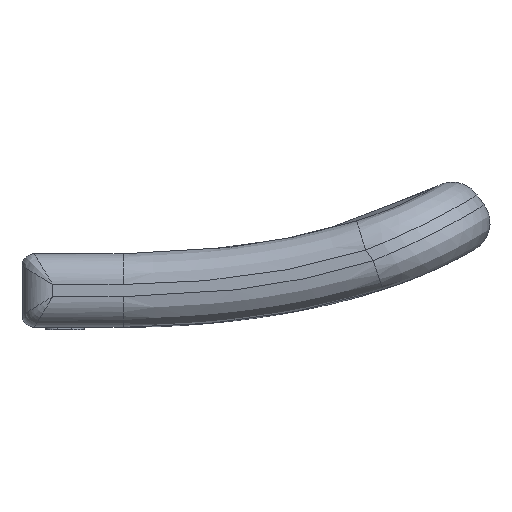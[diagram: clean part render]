
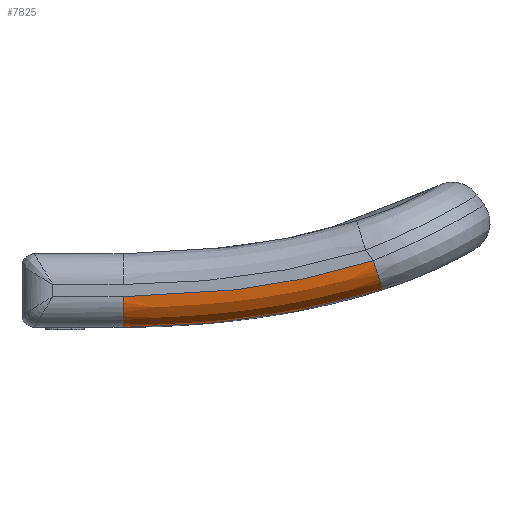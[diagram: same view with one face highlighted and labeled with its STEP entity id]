
A CAD part, front view. The second image highlights one B-rep face of the part: STEP entity #7825.
In plain terms, the highlighted free-form (B-spline) face has degree [3, 2] with [12, 3] control points.
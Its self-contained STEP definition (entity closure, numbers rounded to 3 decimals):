
#46 = CARTESIAN_POINT ( 'NONE',  ( 39.69, 5., -14.288 ) ) ;
#66 = CARTESIAN_POINT ( 'NONE',  ( 58.883, 5., -9.866 ) ) ;
#111 = CARTESIAN_POINT ( 'NONE',  ( 41.464, 5., -14.011 ) ) ;
#598 = CARTESIAN_POINT ( 'NONE',  ( 44.883, 0., -13.41 ) ) ;
#633 = CARTESIAN_POINT ( 'NONE',  ( 23.405, 0., -10.874 ) ) ;
#637 = CARTESIAN_POINT ( 'NONE',  ( 19.958, 0., -11. ) ) ;
#668 = CARTESIAN_POINT ( 'NONE',  ( 39.579, 0., -14.304 ) ) ;
#732 = CARTESIAN_POINT ( 'NONE',  ( 20.083, 5., -16. ) ) ;
#814 = CARTESIAN_POINT ( 'NONE',  ( 46.755, 5., -13.043 ) ) ;
#847 = CARTESIAN_POINT ( 'NONE',  ( 52.003, 5., -11.894 ) ) ;
#858 = DIRECTION ( 'NONE',  ( -0.309, 0., 0.951 ) ) ;
#925 = DIRECTION ( 'NONE',  ( -0.951, 0., -0.309 ) ) ;
#939 = DIRECTION ( 'NONE',  ( 0., -1., 0. ) ) ;
#990 = VERTEX_POINT ( 'NONE', #1867 ) ;
#1295 = CARTESIAN_POINT ( 'NONE',  ( 54.046, 0., -6.182 ) ) ;
#1367 = ORIENTED_EDGE ( 'NONE', *, *, #6275, .F. ) ;
#1402 = CARTESIAN_POINT ( 'NONE',  ( 46.645, 0., -13.066 ) ) ;
#1470 = CARTESIAN_POINT ( 'NONE',  ( 40.551, 0., -9.093 ) ) ;
#1657 = CARTESIAN_POINT ( 'NONE',  ( 16.5, 5., -16. ) ) ;
#1867 = CARTESIAN_POINT ( 'NONE',  ( 16.5, 0., -11. ) ) ;
#2100 = CARTESIAN_POINT ( 'NONE',  ( 57.336, 0., -5.111 ) ) ;
#2135 = FACE_OUTER_BOUND ( 'NONE', #3466, .T. ) ;
#2275 = CARTESIAN_POINT ( 'NONE',  ( 46.645, 5., -13.066 ) ) ;
#2427 = CARTESIAN_POINT ( 'NONE',  ( 58.883, 5., -9.866 ) ) ;
#2449 = CARTESIAN_POINT ( 'NONE',  ( 55.41, 5., -10.996 ) ) ;
#2857 = CARTESIAN_POINT ( 'NONE',  ( 43.956, 0., -8.497 ) ) ;
#2971 = CARTESIAN_POINT ( 'NONE',  ( 30.732, 5., -15.386 ) ) ;
#3070 = CARTESIAN_POINT ( 'NONE',  ( 41.35, 5., -14.03 ) ) ;
#3140 = CARTESIAN_POINT ( 'NONE',  ( 55.41, 0., -10.996 ) ) ;
#3239 = CARTESIAN_POINT ( 'NONE',  ( 51.915, 5., -11.916 ) ) ;
#3466 = EDGE_LOOP ( 'NONE', ( #1367, #5644, #5982, #7156 ) ) ;
#3692 = EDGE_CURVE ( 'NONE', #9339, #8628, #5786, .T. ) ;
#3772 = CARTESIAN_POINT ( 'NONE',  ( 20.083, 0., -16. ) ) ;
#3806 = CARTESIAN_POINT ( 'NONE',  ( 39.579, 5., -14.304 ) ) ;
#4039 = EDGE_CURVE ( 'NONE', #8338, #990, #6031, .T. ) ;
#4186 = DIRECTION ( 'NONE',  ( -1., 0., 0. ) ) ;
#4462 = CARTESIAN_POINT ( 'NONE',  ( 50.707, 0., -7.062 ) ) ;
#4505 = CARTESIAN_POINT ( 'NONE',  ( 38.842, 0., -9.358 ) ) ;
#4646 = CARTESIAN_POINT ( 'NONE',  ( 34.271, 0., -15.03 ) ) ;
#4783 = CARTESIAN_POINT ( 'NONE',  ( 58.883, 0., -9.866 ) ) ;
#4959 = CARTESIAN_POINT ( 'NONE',  ( 16.5, 5., -11. ) ) ;
#5183 = CARTESIAN_POINT ( 'NONE',  ( 57.336, 0., -5.111 ) ) ;
#5444 = CARTESIAN_POINT ( 'NONE',  ( 23.637, 0., -15.87 ) ) ;
#5519 = CARTESIAN_POINT ( 'NONE',  ( 16.5, 0., -11. ) ) ;
#5616 = CARTESIAN_POINT ( 'NONE',  ( 54.044, 0., -6.182 ) ) ;
#5644 = ORIENTED_EDGE ( 'NONE', *, *, #3692, .T. ) ;
#5786 = CIRCLE ( 'NONE', #7293, 5. ) ;
#5982 = ORIENTED_EDGE ( 'NONE', *, *, #8739, .F. ) ;
#6031 = CIRCLE ( 'NONE', #6246, 5. ) ;
#6205 = CARTESIAN_POINT ( 'NONE',  ( 30.283, 0., -10.405 ) ) ;
#6234 = B_SPLINE_CURVE_WITH_KNOTS ( 'NONE', 3,
 ( #10161, #9225, #633, #7603, #10018, #4505, #7640, #2857, #8416, #4462, #1295, #2100 ),
 .UNSPECIFIED., .F., .F.,
 ( 4, 2, 2, 2, 2, 4 ),
 ( 0., 0.01, 0.021, 0.026, 0.031, 0.041 ),
 .UNSPECIFIED. ) ;
#6240 = CARTESIAN_POINT ( 'NONE',  ( 41.35, 0., -14.03 ) ) ;
#6246 = AXIS2_PLACEMENT_3D ( 'NONE', #4959, #4186, #939 ) ;
#6275 = EDGE_CURVE ( 'NONE', #9339, #8338, #8692, .T. ) ;
#6694 =( BOUNDED_SURFACE ( )  B_SPLINE_SURFACE ( 3, 2, ( 
 ( #6862, #7819, #5519 ),
 ( #732, #3772, #637 ),
 ( #7715, #5444, #9403 ),
 ( #2971, #7783, #6205 ),
 ( #8532, #4646, #10195 ),
 ( #3806, #668, #9331 ),
 ( #3070, #6240, #1470 ),
 ( #10127, #598, #7031 ),
 ( #2275, #1402, #6961 ),
 ( #3239, #9505, #8838 ),
 ( #2449, #3140, #5616 ),
 ( #66, #4783, #9637 ) ),
 .UNSPECIFIED., .F., .F., .T. ) 
 B_SPLINE_SURFACE_WITH_KNOTS ( ( 4, 2, 2, 2, 2, 4 ),
 ( 3, 3 ),
 ( 0., 0.01, 0.021, 0.026, 0.031, 0.041 ),
 ( 0., 1. ),
 .UNSPECIFIED. ) 
 GEOMETRIC_REPRESENTATION_ITEM ( )  RATIONAL_B_SPLINE_SURFACE ( (
 ( 1., 0.707, 1.),
 ( 1., 0.707, 1.),
 ( 1., 0.707, 1.),
 ( 1., 0.707, 1.),
 ( 1., 0.707, 1.),
 ( 1., 0.707, 1.),
 ( 1., 0.707, 1.),
 ( 1., 0.707, 1.),
 ( 1., 0.707, 1.),
 ( 1., 0.707, 1.),
 ( 1., 0.707, 1.),
 ( 1., 0.707, 1.) ) ) 
 REPRESENTATION_ITEM ( '' )  SURFACE ( )  );
#6862 = CARTESIAN_POINT ( 'NONE',  ( 16.5, 5., -16. ) ) ;
#6961 = CARTESIAN_POINT ( 'NONE',  ( 45.65, 0., -8.165 ) ) ;
#7031 = CARTESIAN_POINT ( 'NONE',  ( 43.956, 0., -8.497 ) ) ;
#7156 = ORIENTED_EDGE ( 'NONE', *, *, #4039, .F. ) ;
#7208 = CARTESIAN_POINT ( 'NONE',  ( 34.366, 5., -15.02 ) ) ;
#7293 = AXIS2_PLACEMENT_3D ( 'NONE', #9692, #925, #858 ) ;
#7304 = CARTESIAN_POINT ( 'NONE',  ( 30.806, 5., -15.379 ) ) ;
#7603 = CARTESIAN_POINT ( 'NONE',  ( 30.283, 0., -10.405 ) ) ;
#7640 = CARTESIAN_POINT ( 'NONE',  ( 40.551, 0., -9.093 ) ) ;
#7715 = CARTESIAN_POINT ( 'NONE',  ( 23.637, 5., -15.87 ) ) ;
#7783 = CARTESIAN_POINT ( 'NONE',  ( 30.732, 0., -15.386 ) ) ;
#7819 = CARTESIAN_POINT ( 'NONE',  ( 16.5, 0., -16. ) ) ;
#7825 = ADVANCED_FACE ( 'NONE', ( #2135 ), #6694, .T. ) ;
#7977 = CARTESIAN_POINT ( 'NONE',  ( 20.089, 5., -16. ) ) ;
#8037 = CARTESIAN_POINT ( 'NONE',  ( 44.997, 5., -13.389 ) ) ;
#8068 = CARTESIAN_POINT ( 'NONE',  ( 23.668, 5., -15.869 ) ) ;
#8338 = VERTEX_POINT ( 'NONE', #8760 ) ;
#8416 = CARTESIAN_POINT ( 'NONE',  ( 45.65, 0., -8.165 ) ) ;
#8532 = CARTESIAN_POINT ( 'NONE',  ( 34.271, 5., -15.03 ) ) ;
#8628 = VERTEX_POINT ( 'NONE', #5183 ) ;
#8692 = B_SPLINE_CURVE_WITH_KNOTS ( 'NONE', 3,
 ( #2427, #9585, #847, #814, #8037, #111, #46, #7208, #7304, #8068, #7977, #1657 ),
 .UNSPECIFIED., .F., .F.,
 ( 4, 2, 2, 2, 2, 4 ),
 ( 0.016, 0.027, 0.032, 0.038, 0.049, 0.059 ),
 .UNSPECIFIED. ) ;
#8739 = EDGE_CURVE ( 'NONE', #990, #8628, #6234, .T. ) ;
#8760 = CARTESIAN_POINT ( 'NONE',  ( 16.5, 5., -16. ) ) ;
#8838 = CARTESIAN_POINT ( 'NONE',  ( 50.707, 0., -7.062 ) ) ;
#9225 = CARTESIAN_POINT ( 'NONE',  ( 19.958, 0., -11. ) ) ;
#9331 = CARTESIAN_POINT ( 'NONE',  ( 38.842, 0., -9.358 ) ) ;
#9339 = VERTEX_POINT ( 'NONE', #9721 ) ;
#9403 = CARTESIAN_POINT ( 'NONE',  ( 23.405, 0., -10.874 ) ) ;
#9505 = CARTESIAN_POINT ( 'NONE',  ( 51.915, 0., -11.916 ) ) ;
#9585 = CARTESIAN_POINT ( 'NONE',  ( 55.468, 5., -10.977 ) ) ;
#9637 = CARTESIAN_POINT ( 'NONE',  ( 57.336, 0., -5.111 ) ) ;
#9692 = CARTESIAN_POINT ( 'NONE',  ( 57.336, 5., -5.111 ) ) ;
#9721 = CARTESIAN_POINT ( 'NONE',  ( 58.883, 5., -9.866 ) ) ;
#10018 = CARTESIAN_POINT ( 'NONE',  ( 33.713, 0., -10.06 ) ) ;
#10127 = CARTESIAN_POINT ( 'NONE',  ( 44.883, 5., -13.41 ) ) ;
#10161 = CARTESIAN_POINT ( 'NONE',  ( 16.5, 0., -11. ) ) ;
#10195 = CARTESIAN_POINT ( 'NONE',  ( 33.713, 0., -10.06 ) ) ;
